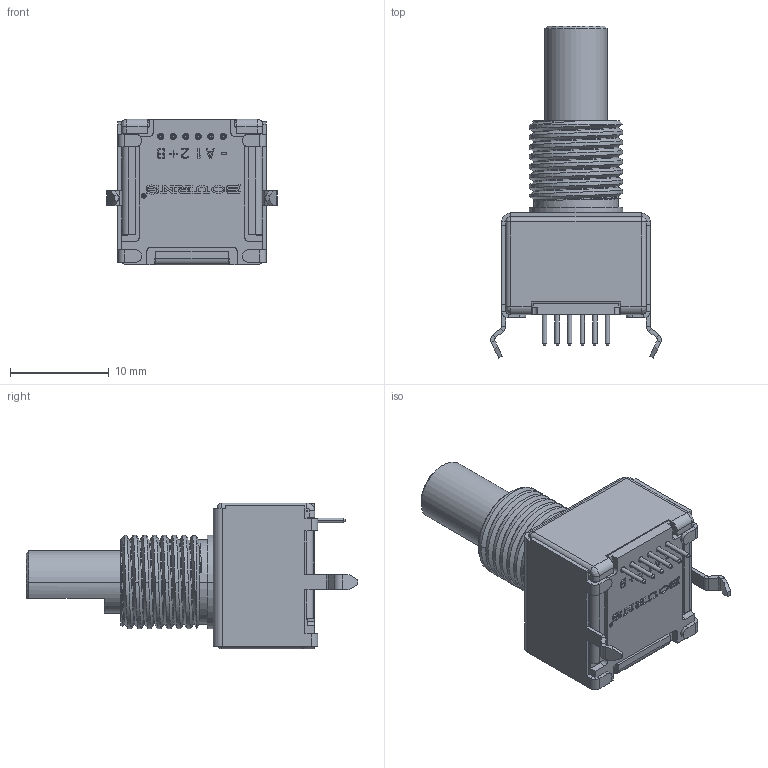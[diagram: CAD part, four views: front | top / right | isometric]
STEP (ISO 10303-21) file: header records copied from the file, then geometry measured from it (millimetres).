
FILE_DESCRIPTION((''),'2;1');
FILE_NAME('03756-813XX_HSG_COVERWELD','2012-05-23T',('RICKB'),('Bourns, Inc.'),'PRO/ENGINEER BY PARAMETRIC TECHNOLOGY CORPORATION, 2010100','PRO/ENGINEER BY PARAMETRIC TECHNOLOGY CORPORATION, 2010100','');
FILE_SCHEMA(('CONFIG_CONTROL_DESIGN'));
Length unit declared in the file: inch
Products named in the file (1): 03756-813XX_HSG_COVERWELD
Bounding box: 17.26 x 33.59 x 14.76 mm (x, y, z)
Volume: 3026.5 mm3; surface area: 2501.9 mm2
Topology: 1 solids, 4 shells, 733 faces, 1987 edges, 1280 vertices
Faces by surface type: plane 467, cylinder 184, cone 37, bspline 25, sphere 20
Entity records: 25908 total; most frequent: CARTESIAN_POINT 7231, ORIENTED_EDGE 3974, DIRECTION 3746, EDGE_CURVE 1987, VECTOR 1468, LINE 1468, VERTEX_POINT 1280, AXIS2_PLACEMENT_3D 1139
